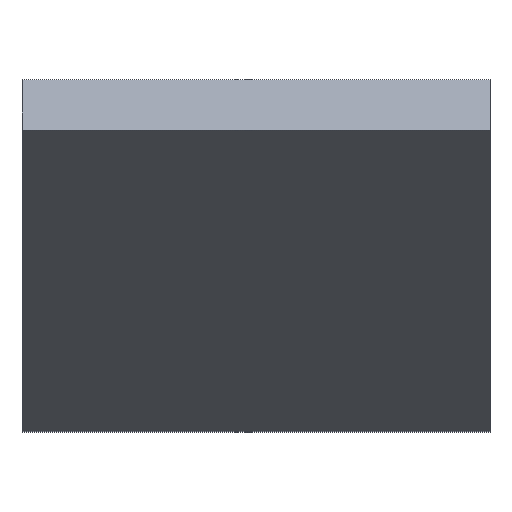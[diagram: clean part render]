
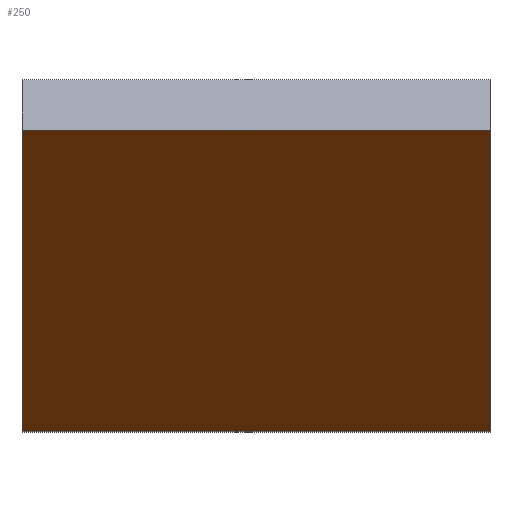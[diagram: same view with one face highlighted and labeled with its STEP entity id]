
A CAD part, top view. The second image highlights one B-rep face of the part: STEP entity #250.
In plain terms, the highlighted planar face has unit normal (0, -0.819, 0.574).
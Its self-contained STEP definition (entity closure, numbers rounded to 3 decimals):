
#4 = ORIENTED_EDGE ( 'NONE', *, *, #34, .T. ) ;
#10 = DIRECTION ( 'NONE',  ( 0., 0.574, 0.819 ) ) ;
#12 = CARTESIAN_POINT ( 'NONE',  ( 8., 2.137, 8.282 ) ) ;
#14 = EDGE_CURVE ( 'NONE', #30, #114, #278, .T. ) ;
#30 = VERTEX_POINT ( 'NONE', #320 ) ;
#34 = EDGE_CURVE ( 'NONE', #30, #335, #124, .T. ) ;
#36 = CARTESIAN_POINT ( 'NONE',  ( 8., 2.137, 8.282 ) ) ;
#39 = VECTOR ( 'NONE', #135, 1000. ) ;
#41 = EDGE_CURVE ( 'NONE', #114, #84, #294, .T. ) ;
#47 = EDGE_CURVE ( 'NONE', #335, #84, #194, .T. ) ;
#53 = ORIENTED_EDGE ( 'NONE', *, *, #14, .F. ) ;
#57 = ORIENTED_EDGE ( 'NONE', *, *, #47, .T. ) ;
#84 = VERTEX_POINT ( 'NONE', #295 ) ;
#86 = VECTOR ( 'NONE', #133, 1000. ) ;
#109 = DIRECTION ( 'NONE',  ( 0., 0.819, -0.574 ) ) ;
#114 = VERTEX_POINT ( 'NONE', #314 ) ;
#124 = LINE ( 'NONE', #36, #195 ) ;
#133 = DIRECTION ( 'NONE',  ( 0., -0.574, -0.819 ) ) ;
#135 = DIRECTION ( 'NONE',  ( 0., -0.574, -0.819 ) ) ;
#137 = CARTESIAN_POINT ( 'NONE',  ( 8., 2.137, 8.282 ) ) ;
#152 = ORIENTED_EDGE ( 'NONE', *, *, #41, .F. ) ;
#153 = FACE_OUTER_BOUND ( 'NONE', #214, .T. ) ;
#157 = CARTESIAN_POINT ( 'NONE',  ( 0., 2.137, 8.282 ) ) ;
#168 = DIRECTION ( 'NONE',  ( -1., 0., 0. ) ) ;
#183 = DIRECTION ( 'NONE',  ( -1., 0., 0. ) ) ;
#194 = LINE ( 'NONE', #239, #86 ) ;
#195 = VECTOR ( 'NONE', #168, 1000. ) ;
#199 = AXIS2_PLACEMENT_3D ( 'NONE', #12, #109, #10 ) ;
#214 = EDGE_LOOP ( 'NONE', ( #57, #152, #53, #4 ) ) ;
#239 = CARTESIAN_POINT ( 'NONE',  ( 0., 2.137, 8.282 ) ) ;
#250 = ADVANCED_FACE ( 'NONE', ( #153 ), #260, .F. ) ;
#260 = PLANE ( 'NONE',  #199 ) ;
#272 = VECTOR ( 'NONE', #183, 1000. ) ;
#278 = LINE ( 'NONE', #137, #39 ) ;
#294 = LINE ( 'NONE', #305, #272 ) ;
#295 = CARTESIAN_POINT ( 'NONE',  ( 0., -3., 0.946 ) ) ;
#305 = CARTESIAN_POINT ( 'NONE',  ( 8., -3., 0.946 ) ) ;
#314 = CARTESIAN_POINT ( 'NONE',  ( 8., -3., 0.946 ) ) ;
#320 = CARTESIAN_POINT ( 'NONE',  ( 8., 2.137, 8.282 ) ) ;
#335 = VERTEX_POINT ( 'NONE', #157 ) ;
